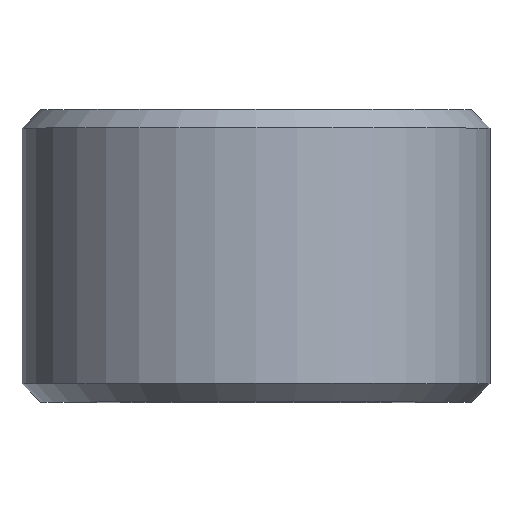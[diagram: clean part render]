
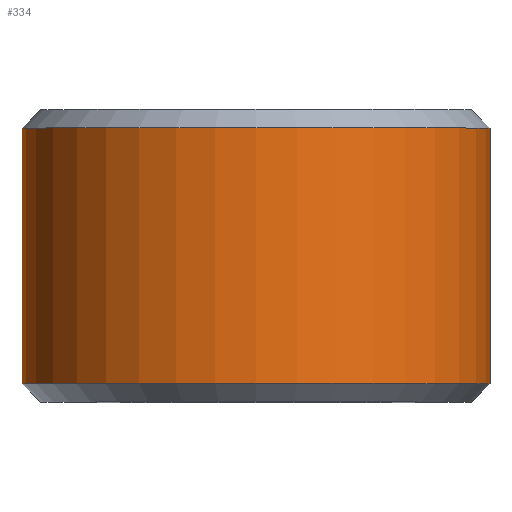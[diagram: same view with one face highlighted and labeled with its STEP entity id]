
A CAD part, top view. The second image highlights one B-rep face of the part: STEP entity #334.
In plain terms, the highlighted cylindrical face has radius 645.16 mm (diameter 1290.32 mm), a partial arc.
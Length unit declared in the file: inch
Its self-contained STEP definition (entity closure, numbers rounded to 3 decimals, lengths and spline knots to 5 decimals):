
#142=CARTESIAN_POINT('',(0.,13.875,0.));
#143=DIRECTION('',(0.,1.,0.));
#144=DIRECTION('',(-1.,0.,0.));
#145=AXIS2_PLACEMENT_3D('',#142,#143,#144);
#147=CARTESIAN_POINT('',(0.,-13.875,0.));
#148=DIRECTION('',(0.,-1.,0.));
#149=DIRECTION('',(1.,0.,0.));
#150=AXIS2_PLACEMENT_3D('',#147,#148,#149);
#152=DIRECTION('',(0.,1.,0.));
#153=VECTOR('',#152,27.75);
#154=CARTESIAN_POINT('',(-25.4,-13.875,
0.));
#155=LINE('',#154,#153);
#194=DIRECTION('',(0.,1.,0.));
#195=VECTOR('',#194,27.75);
#196=CARTESIAN_POINT('',(25.4,-13.875,
0.));
#197=LINE('',#196,#195);
#246=CARTESIAN_POINT('',(25.4,13.875,0.));
#247=CARTESIAN_POINT('',(-25.4,13.875,0.));
#248=VERTEX_POINT('',#246);
#249=VERTEX_POINT('',#247);
#254=CARTESIAN_POINT('',(-25.4,-13.875,0.));
#255=CARTESIAN_POINT('',(25.4,-13.875,0.));
#256=VERTEX_POINT('',#254);
#257=VERTEX_POINT('',#255);
#320=CARTESIAN_POINT('',(0.,-15.875,0.));
#321=DIRECTION('',(0.,1.,0.));
#322=DIRECTION('',(1.,0.,0.));
#323=AXIS2_PLACEMENT_3D('',#320,#321,#322);
#324=CYLINDRICAL_SURFACE('',#323,25.4);
#326=ORIENTED_EDGE('',*,*,#325,.T.);
#328=ORIENTED_EDGE('',*,*,#327,.F.);
#329=ORIENTED_EDGE('',*,*,#314,.T.);
#331=ORIENTED_EDGE('',*,*,#330,.T.);
#332=EDGE_LOOP('',(#326,#328,#329,#331));
#333=FACE_OUTER_BOUND('',#332,.F.);
#146=CIRCLE('',#145,25.4);
#151=CIRCLE('',#150,25.4);
#314=EDGE_CURVE('',#257,#256,#151,.T.);
#325=EDGE_CURVE('',#249,#248,#146,.T.);
#327=EDGE_CURVE('',#257,#248,#197,.T.);
#330=EDGE_CURVE('',#256,#249,#155,.T.);
#334=ADVANCED_FACE('',(#333),#324,.T.);
